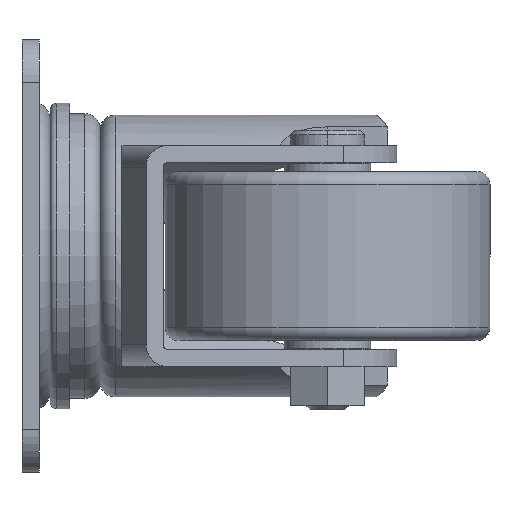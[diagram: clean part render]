
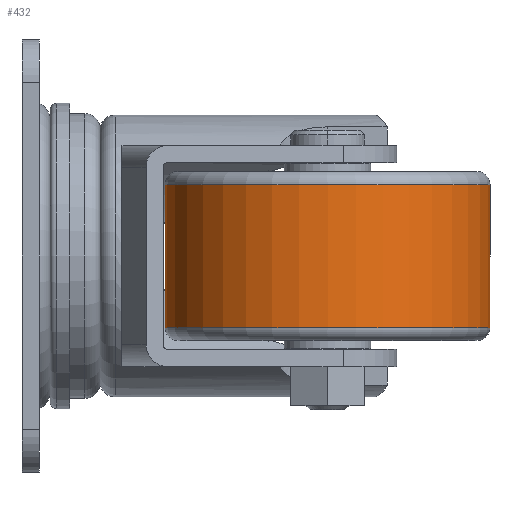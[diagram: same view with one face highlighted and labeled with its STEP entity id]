
A CAD part, left-side view. The second image highlights one B-rep face of the part: STEP entity #432.
In plain terms, the highlighted cylindrical face has radius 37.5 mm (diameter 75 mm), a partial arc.
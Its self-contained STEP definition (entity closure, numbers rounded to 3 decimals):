
#311 = AXIS2_PLACEMENT_3D ( 'NONE', #2949, #2953, #2954 ) ;
#337 = AXIS2_PLACEMENT_3D ( 'NONE', #2930, #2931, #2932 ) ;
#371 = CYLINDRICAL_SURFACE ( 'NONE', #383, 37.5 ) ;
#383 = AXIS2_PLACEMENT_3D ( 'NONE', #3299, #3300, #3301 ) ;
#432 = ADVANCED_FACE ( 'NONE', ( #1918 ), #371, .T. ) ;
#594 = EDGE_CURVE ( 'NONE', #1383, #1372, #3695, .T. ) ;
#601 = EDGE_CURVE ( 'NONE', #1358, #1348, #3698, .T. ) ;
#1348 = VERTEX_POINT ( 'NONE', #3012 ) ;
#1358 = VERTEX_POINT ( 'NONE', #3022 ) ;
#1372 = VERTEX_POINT ( 'NONE', #3036 ) ;
#1383 = VERTEX_POINT ( 'NONE', #3047 ) ;
#1550 = EDGE_LOOP ( 'NONE', ( #1808, #1809, #1805, #1810 ) ) ;
#1805 = ORIENTED_EDGE ( 'NONE', *, *, #1879, .T. ) ;
#1808 = ORIENTED_EDGE ( 'NONE', *, *, #1878, .F. ) ;
#1809 = ORIENTED_EDGE ( 'NONE', *, *, #594, .T. ) ;
#1810 = ORIENTED_EDGE ( 'NONE', *, *, #601, .F. ) ;
#1850 = VECTOR ( 'NONE', #2302, 1000. ) ;
#1859 = VECTOR ( 'NONE', #2305, 1000. ) ;
#1878 = EDGE_CURVE ( 'NONE', #1383, #1358, #2300, .T. ) ;
#1879 = EDGE_CURVE ( 'NONE', #1372, #1348, #2303, .T. ) ;
#1918 = FACE_OUTER_BOUND ( 'NONE', #1550, .T. ) ;
#2300 = LINE ( 'NONE', #2301, #1850 ) ;
#2301 = CARTESIAN_POINT ( 'NONE',  ( -25., -108., -37.344 ) ) ;
#2302 = DIRECTION ( 'NONE',  ( 0., 0., -1. ) ) ;
#2303 = LINE ( 'NONE', #2304, #1859 ) ;
#2304 = CARTESIAN_POINT ( 'NONE',  ( -25., -33., -37.344 ) ) ;
#2305 = DIRECTION ( 'NONE',  ( 0., 0., -1. ) ) ;
#2930 = CARTESIAN_POINT ( 'NONE',  ( -25., -70.5, 16.5 ) ) ;
#2931 = DIRECTION ( 'NONE',  ( 0., 0., -1. ) ) ;
#2932 = DIRECTION ( 'NONE',  ( 0., 1., 0. ) ) ;
#2949 = CARTESIAN_POINT ( 'NONE',  ( -25., -70.5, -16.5 ) ) ;
#2953 = DIRECTION ( 'NONE',  ( 0., 0., -1. ) ) ;
#2954 = DIRECTION ( 'NONE',  ( 0., 1., 0. ) ) ;
#3012 = CARTESIAN_POINT ( 'NONE',  ( -25., -33., -16.5 ) ) ;
#3022 = CARTESIAN_POINT ( 'NONE',  ( -25., -108., -16.5 ) ) ;
#3036 = CARTESIAN_POINT ( 'NONE',  ( -25., -33., 16.5 ) ) ;
#3047 = CARTESIAN_POINT ( 'NONE',  ( -25., -108., 16.5 ) ) ;
#3299 = CARTESIAN_POINT ( 'NONE',  ( -25., -70.5, -37.344 ) ) ;
#3300 = DIRECTION ( 'NONE',  ( 0., 0., -1. ) ) ;
#3301 = DIRECTION ( 'NONE',  ( 0., 1., 0. ) ) ;
#3695 = CIRCLE ( 'NONE', #337, 37.5 ) ;
#3698 = CIRCLE ( 'NONE', #311, 37.5 ) ;
